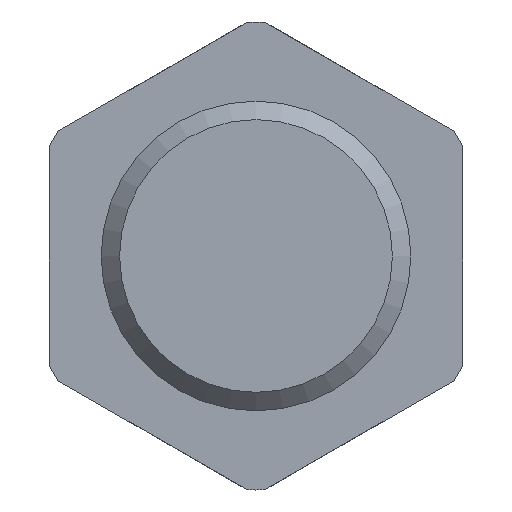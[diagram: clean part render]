
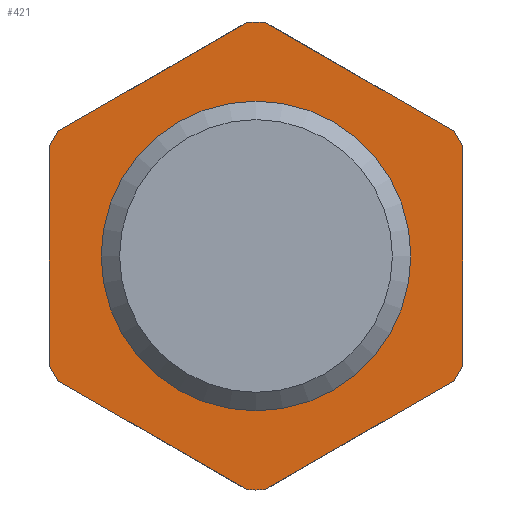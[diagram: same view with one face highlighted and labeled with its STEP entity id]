
A CAD part, front view. The second image highlights one B-rep face of the part: STEP entity #421.
In plain terms, the highlighted planar face has unit normal (0, -1, 0).
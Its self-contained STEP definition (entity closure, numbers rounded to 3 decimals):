
#56=CIRCLE('',#454,4.35);
#57=CIRCLE('',#456,7.35);
#58=CIRCLE('',#457,7.35);
#59=CIRCLE('',#458,7.35);
#60=CIRCLE('',#459,7.35);
#61=CIRCLE('',#460,7.35);
#62=CIRCLE('',#461,7.35);
#63=CIRCLE('',#462,7.35);
#83=VERTEX_POINT('',#616);
#85=VERTEX_POINT('',#619);
#87=VERTEX_POINT('',#627);
#89=VERTEX_POINT('',#630);
#91=VERTEX_POINT('',#638);
#93=VERTEX_POINT('',#641);
#102=VERTEX_POINT('',#671);
#103=VERTEX_POINT('',#675);
#104=VERTEX_POINT('',#677);
#105=VERTEX_POINT('',#679);
#106=VERTEX_POINT('',#681);
#107=VERTEX_POINT('',#683);
#108=VERTEX_POINT('',#687);
#109=VERTEX_POINT('',#689);
#123=VECTOR('',#494,1.);
#126=VECTOR('',#498,1.);
#129=VECTOR('',#502,1.);
#135=VECTOR('',#537,1.);
#136=VECTOR('',#540,1.);
#137=VECTOR('',#549,1.);
#149=LINE('',#618,#123);
#152=LINE('',#629,#126);
#155=LINE('',#640,#129);
#161=LINE('',#676,#135);
#162=LINE('',#680,#136);
#163=LINE('',#688,#137);
#175=EDGE_CURVE('',#85,#83,#149,.F.);
#179=EDGE_CURVE('',#89,#87,#152,.F.);
#183=EDGE_CURVE('',#93,#91,#155,.F.);
#197=EDGE_CURVE('',#102,#102,#56,.T.);
#198=EDGE_CURVE('',#91,#103,#57,.F.);
#199=EDGE_CURVE('',#103,#104,#161,.T.);
#200=EDGE_CURVE('',#104,#105,#58,.F.);
#201=EDGE_CURVE('',#105,#106,#162,.T.);
#202=EDGE_CURVE('',#106,#107,#59,.F.);
#203=EDGE_CURVE('',#107,#85,#60,.F.);
#204=EDGE_CURVE('',#83,#89,#61,.F.);
#205=EDGE_CURVE('',#87,#108,#62,.F.);
#206=EDGE_CURVE('',#108,#109,#163,.T.);
#207=EDGE_CURVE('',#109,#93,#63,.F.);
#269=ORIENTED_EDGE('',*,*,#197,.F.);
#270=ORIENTED_EDGE('',*,*,#198,.T.);
#271=ORIENTED_EDGE('',*,*,#199,.T.);
#272=ORIENTED_EDGE('',*,*,#200,.T.);
#273=ORIENTED_EDGE('',*,*,#201,.T.);
#274=ORIENTED_EDGE('',*,*,#202,.T.);
#275=ORIENTED_EDGE('',*,*,#203,.T.);
#276=ORIENTED_EDGE('',*,*,#175,.T.);
#277=ORIENTED_EDGE('',*,*,#204,.T.);
#278=ORIENTED_EDGE('',*,*,#179,.T.);
#279=ORIENTED_EDGE('',*,*,#205,.T.);
#280=ORIENTED_EDGE('',*,*,#206,.T.);
#281=ORIENTED_EDGE('',*,*,#207,.T.);
#282=ORIENTED_EDGE('',*,*,#183,.T.);
#364=EDGE_LOOP('',(#269));
#365=EDGE_LOOP('',(#270,#271,#272,#273,#274,#275,#276,#277,#278,#279,#280,
#281,#282));
#393=FACE_BOUND('',#364,.T.);
#394=FACE_BOUND('',#365,.T.);
#421=ADVANCED_FACE('',(#393,#394),#756,.F.);
#454=AXIS2_PLACEMENT_3D('',#672,#532,#533);
#455=AXIS2_PLACEMENT_3D('',#673,#534,$);
#456=AXIS2_PLACEMENT_3D('',#674,#535,#536);
#457=AXIS2_PLACEMENT_3D('',#678,#538,#539);
#458=AXIS2_PLACEMENT_3D('',#682,#541,#542);
#459=AXIS2_PLACEMENT_3D('',#684,#543,#544);
#460=AXIS2_PLACEMENT_3D('',#685,#545,#546);
#461=AXIS2_PLACEMENT_3D('',#686,#547,#548);
#462=AXIS2_PLACEMENT_3D('',#690,#550,#551);
#494=DIRECTION('',(-0.866,0.,-0.5));
#498=DIRECTION('',(0.,0.,-1.));
#502=DIRECTION('',(0.866,0.,0.5));
#532=DIRECTION('',(0.,-1.,0.));
#533=DIRECTION('',(0.,0.,-4.35));
#534=DIRECTION('',(0.,1.,0.));
#535=DIRECTION('',(0.,1.,0.));
#536=DIRECTION('',(0.,0.,-7.35));
#537=DIRECTION('',(0.,0.,-1.));
#538=DIRECTION('',(0.,1.,0.));
#539=DIRECTION('',(0.,0.,-7.35));
#540=DIRECTION('',(0.866,0.,-0.5));
#541=DIRECTION('',(0.,1.,0.));
#542=DIRECTION('',(0.,0.,-7.35));
#543=DIRECTION('',(0.,1.,0.));
#544=DIRECTION('',(0.,0.,-7.35));
#545=DIRECTION('',(0.,1.,0.));
#546=DIRECTION('',(0.,0.,-7.35));
#547=DIRECTION('',(0.,1.,0.));
#548=DIRECTION('',(0.,0.,-7.35));
#549=DIRECTION('',(-0.866,0.,0.5));
#550=DIRECTION('',(0.,1.,0.));
#551=DIRECTION('',(0.,0.,-7.35));
#616=CARTESIAN_POINT('',(6.221,6.,-3.914));
#618=CARTESIAN_POINT('',(7.631,6.,-3.1));
#619=CARTESIAN_POINT('',(0.279,6.,-7.345));
#627=CARTESIAN_POINT('',(6.5,6.,3.431));
#629=CARTESIAN_POINT('',(6.5,6.,1.876));
#630=CARTESIAN_POINT('',(6.5,6.,-3.431));
#638=CARTESIAN_POINT('',(-6.221,6.,3.914));
#640=CARTESIAN_POINT('',(-2.119,6.,6.282));
#641=CARTESIAN_POINT('',(-0.279,6.,7.345));
#671=CARTESIAN_POINT('',(0.,6.,-4.35));
#672=CARTESIAN_POINT('',(0.,6.,0.));
#673=CARTESIAN_POINT('',(7.35,6.,0.));
#674=CARTESIAN_POINT('',(0.,6.,0.));
#675=CARTESIAN_POINT('',(-6.5,6.,3.431));
#676=CARTESIAN_POINT('',(-6.5,6.,-1.876));
#677=CARTESIAN_POINT('',(-6.5,6.,-3.431));
#678=CARTESIAN_POINT('',(0.,6.,0.));
#679=CARTESIAN_POINT('',(-6.221,6.,-3.914));
#680=CARTESIAN_POINT('',(1.131,6.,-8.159));
#681=CARTESIAN_POINT('',(-0.279,6.,-7.345));
#682=CARTESIAN_POINT('',(0.,6.,0.));
#683=CARTESIAN_POINT('',(0.,6.,-7.35));
#684=CARTESIAN_POINT('',(0.,6.,0.));
#685=CARTESIAN_POINT('',(0.,6.,0.));
#686=CARTESIAN_POINT('',(0.,6.,0.));
#687=CARTESIAN_POINT('',(6.221,6.,3.914));
#688=CARTESIAN_POINT('',(4.381,6.,4.976));
#689=CARTESIAN_POINT('',(0.279,6.,7.345));
#690=CARTESIAN_POINT('',(0.,6.,0.));
#756=PLANE('',#455);
